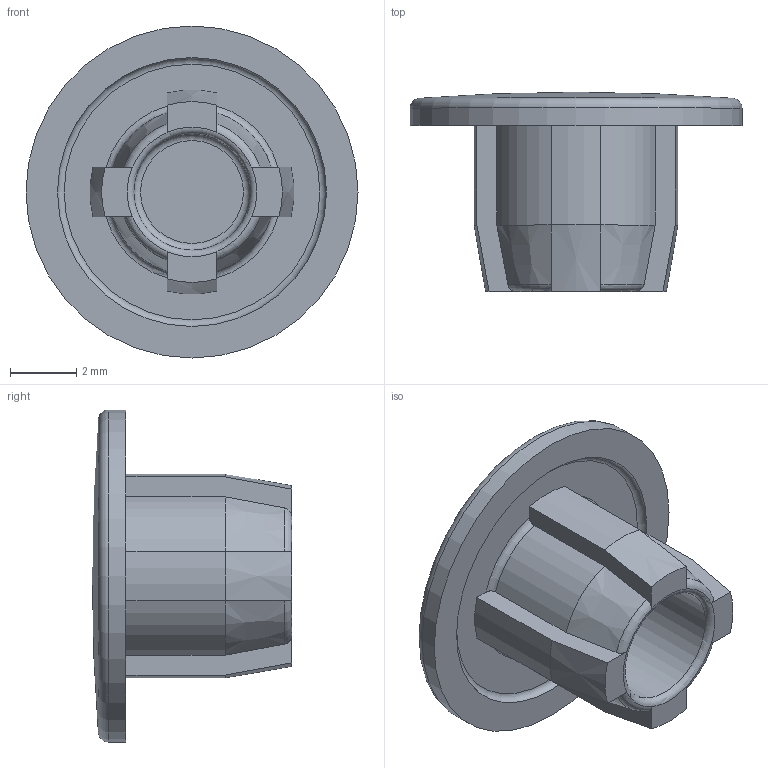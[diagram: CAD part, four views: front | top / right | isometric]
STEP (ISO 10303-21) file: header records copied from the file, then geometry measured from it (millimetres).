
FILE_DESCRIPTION(/* description */ ('STEP AP214'),/* implementation_level */ '2;1');
FILE_NAME(/* name */ '095AIA',/* time_stamp */ '2022-12-13T13:39:42+01:00',/* author */ ('License CC BY-ND 4.0'),/* organization */ ('CADENAS'),/* preprocessor_version */ 'ST-DEVELOPER v18.102',/* originating_system */ 'PARTsolutions',/* authorisation */ ' ');
FILE_SCHEMA (('AUTOMOTIVE_DESIGN {1 0 10303 214 3 1 1}'));
Length unit declared in the file: millimetre
Products named in the file (1): 095AIA
Bounding box: 10 x 6 x 10 mm (x, y, z)
Volume: 127.1 mm3; surface area: 333.1 mm2
Topology: 1 solids, 1 shells, 47 faces, 125 edges, 82 vertices
Faces by surface type: plane 16, torus 13, cylinder 10, cone 8
Full cylindrical faces by diameter (mm): 3.5 x1, 10 x1
Entity records: 1498 total; most frequent: CARTESIAN_POINT 366, ORIENTED_EDGE 234, DIRECTION 218, EDGE_CURVE 117, AXIS2_PLACEMENT_3D 93, VERTEX_POINT 81, EDGE_LOOP 56, FACE_BOUND 56
